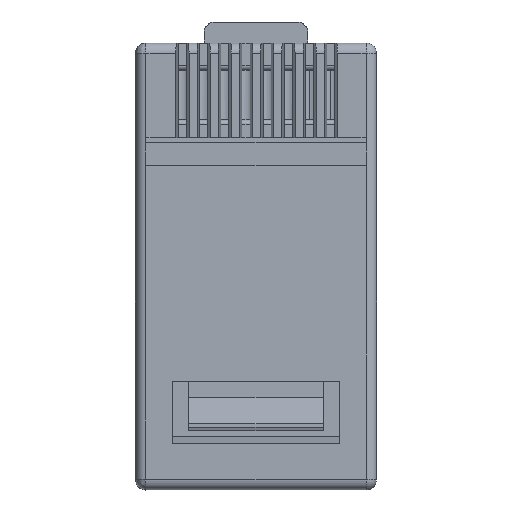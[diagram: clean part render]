
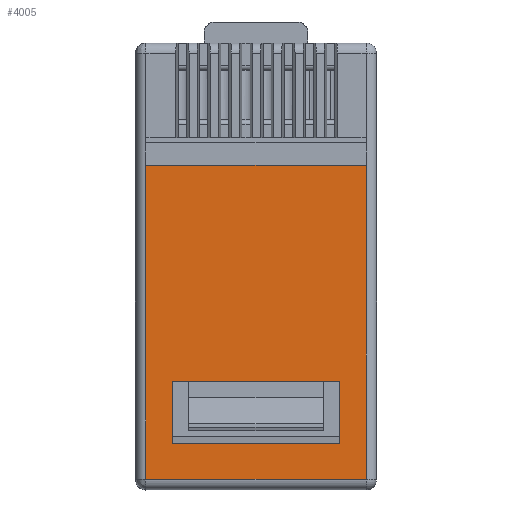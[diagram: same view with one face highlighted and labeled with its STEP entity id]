
A CAD part, top view. The second image highlights one B-rep face of the part: STEP entity #4005.
In plain terms, the highlighted planar face has unit normal (0, 0, 1).
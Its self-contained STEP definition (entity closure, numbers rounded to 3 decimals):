
#214 = VERTEX_POINT ( 'NONE', #4291 ) ;
#294 = FACE_BOUND ( 'NONE', #7962, .T. ) ;
#388 = LINE ( 'NONE', #1116, #7052 ) ;
#404 = CARTESIAN_POINT ( 'NONE',  ( -4.31, 13.614, 5.679 ) ) ;
#595 = LINE ( 'NONE', #4004, #879 ) ;
#708 = DIRECTION ( 'NONE',  ( 1., 0., 0. ) ) ;
#789 = VERTEX_POINT ( 'NONE', #8570 ) ;
#879 = VECTOR ( 'NONE', #708, 1000. ) ;
#942 = DIRECTION ( 'NONE',  ( 0., -1., 0. ) ) ;
#1090 = DIRECTION ( 'NONE',  ( 0., 1., 0. ) ) ;
#1116 = CARTESIAN_POINT ( 'NONE',  ( -3.05, -3.032, 5.679 ) ) ;
#1187 = DIRECTION ( 'NONE',  ( -1., 0., 0. ) ) ;
#1618 = ORIENTED_EDGE ( 'NONE', *, *, #10090, .F. ) ;
#1692 = VECTOR ( 'NONE', #1090, 1000. ) ;
#2058 = CARTESIAN_POINT ( 'NONE',  ( 6.29, 0.278, 5.679 ) ) ;
#2115 = EDGE_CURVE ( 'NONE', #5226, #5231, #7284, .T. ) ;
#2324 = VECTOR ( 'NONE', #10354, 1000. ) ;
#2336 = AXIS2_PLACEMENT_3D ( 'NONE', #404, #6266, #1187 ) ;
#2444 = EDGE_CURVE ( 'NONE', #4686, #214, #595, .T. ) ;
#2577 = DIRECTION ( 'NONE',  ( 1., 0., 0. ) ) ;
#2913 = EDGE_CURVE ( 'NONE', #3763, #7770, #5994, .T. ) ;
#2985 = DIRECTION ( 'NONE',  ( -1., 0., 0. ) ) ;
#3113 = VECTOR ( 'NONE', #942, 1000. ) ;
#3587 = CARTESIAN_POINT ( 'NONE',  ( -4.31, 0.278, 5.679 ) ) ;
#3712 = ORIENTED_EDGE ( 'NONE', *, *, #2444, .F. ) ;
#3743 = VECTOR ( 'NONE', #9595, 1000. ) ;
#3763 = VERTEX_POINT ( 'NONE', #5735 ) ;
#3987 = CARTESIAN_POINT ( 'NONE',  ( -3.05, -10.102, 5.679 ) ) ;
#4004 = CARTESIAN_POINT ( 'NONE',  ( 4.81, -13.112, 5.679 ) ) ;
#4005 = ADVANCED_FACE ( 'NONE', ( #7995, #294 ), #7165, .F. ) ;
#4287 = VECTOR ( 'NONE', #2577, 1000. ) ;
#4291 = CARTESIAN_POINT ( 'NONE',  ( 5.03, -13.112, 5.679 ) ) ;
#4670 = CARTESIAN_POINT ( 'NONE',  ( -4.31, -2.981, 5.679 ) ) ;
#4686 = VERTEX_POINT ( 'NONE', #6807 ) ;
#4692 = DIRECTION ( 'NONE',  ( 0., -1., 0. ) ) ;
#5016 = ORIENTED_EDGE ( 'NONE', *, *, #9469, .F. ) ;
#5191 = LINE ( 'NONE', #8590, #3113 ) ;
#5226 = VERTEX_POINT ( 'NONE', #7552 ) ;
#5231 = VERTEX_POINT ( 'NONE', #3987 ) ;
#5319 = ORIENTED_EDGE ( 'NONE', *, *, #9490, .F. ) ;
#5323 = EDGE_CURVE ( 'NONE', #3763, #5830, #6878, .T. ) ;
#5335 = LINE ( 'NONE', #8904, #1692 ) ;
#5553 = VECTOR ( 'NONE', #2985, 1000. ) ;
#5675 = ORIENTED_EDGE ( 'NONE', *, *, #2115, .F. ) ;
#5735 = CARTESIAN_POINT ( 'NONE',  ( -4.31, 0.278, 5.679 ) ) ;
#5830 = VERTEX_POINT ( 'NONE', #2058 ) ;
#5852 = EDGE_CURVE ( 'NONE', #789, #10098, #10496, .T. ) ;
#5994 = LINE ( 'NONE', #6886, #2324 ) ;
#6187 = CARTESIAN_POINT ( 'NONE',  ( 4.81, -14.832, 5.679 ) ) ;
#6266 = DIRECTION ( 'NONE',  ( 0., 0., -1. ) ) ;
#6683 = VECTOR ( 'NONE', #8739, 1000. ) ;
#6807 = CARTESIAN_POINT ( 'NONE',  ( -3.05, -13.112, 5.679 ) ) ;
#6878 = LINE ( 'NONE', #3587, #4287 ) ;
#6886 = CARTESIAN_POINT ( 'NONE',  ( -4.31, 13.614, 5.679 ) ) ;
#7052 = VECTOR ( 'NONE', #4692, 1000. ) ;
#7096 = ORIENTED_EDGE ( 'NONE', *, *, #2913, .T. ) ;
#7165 = PLANE ( 'NONE',  #2336 ) ;
#7284 = LINE ( 'NONE', #7509, #5553 ) ;
#7509 = CARTESIAN_POINT ( 'NONE',  ( 4.81, -10.102, 5.679 ) ) ;
#7552 = CARTESIAN_POINT ( 'NONE',  ( 5.03, -10.102, 5.679 ) ) ;
#7770 = VERTEX_POINT ( 'NONE', #9156 ) ;
#7962 = EDGE_LOOP ( 'NONE', ( #5016, #3712, #1618, #5675 ) ) ;
#7995 = FACE_OUTER_BOUND ( 'NONE', #10359, .T. ) ;
#8570 = CARTESIAN_POINT ( 'NONE',  ( 6.29, -14.832, 5.679 ) ) ;
#8590 = CARTESIAN_POINT ( 'NONE',  ( 6.29, 13.614, 5.679 ) ) ;
#8739 = DIRECTION ( 'NONE',  ( 0., 1., 0. ) ) ;
#8788 = LINE ( 'NONE', #4670, #6683 ) ;
#8791 = ORIENTED_EDGE ( 'NONE', *, *, #5323, .F. ) ;
#8904 = CARTESIAN_POINT ( 'NONE',  ( 5.03, -13.112, 5.679 ) ) ;
#9137 = EDGE_CURVE ( 'NONE', #5830, #789, #5191, .T. ) ;
#9156 = CARTESIAN_POINT ( 'NONE',  ( -4.31, -8.922, 5.679 ) ) ;
#9469 = EDGE_CURVE ( 'NONE', #214, #5226, #5335, .T. ) ;
#9490 = EDGE_CURVE ( 'NONE', #10098, #7770, #8788, .T. ) ;
#9541 = ORIENTED_EDGE ( 'NONE', *, *, #5852, .F. ) ;
#9595 = DIRECTION ( 'NONE',  ( -1., 0., 0. ) ) ;
#9730 = ORIENTED_EDGE ( 'NONE', *, *, #9137, .F. ) ;
#10090 = EDGE_CURVE ( 'NONE', #5231, #4686, #388, .T. ) ;
#10098 = VERTEX_POINT ( 'NONE', #10560 ) ;
#10354 = DIRECTION ( 'NONE',  ( 0., -1., 0. ) ) ;
#10359 = EDGE_LOOP ( 'NONE', ( #8791, #7096, #5319, #9541, #9730 ) ) ;
#10496 = LINE ( 'NONE', #6187, #3743 ) ;
#10560 = CARTESIAN_POINT ( 'NONE',  ( -4.31, -14.832, 5.679 ) ) ;
